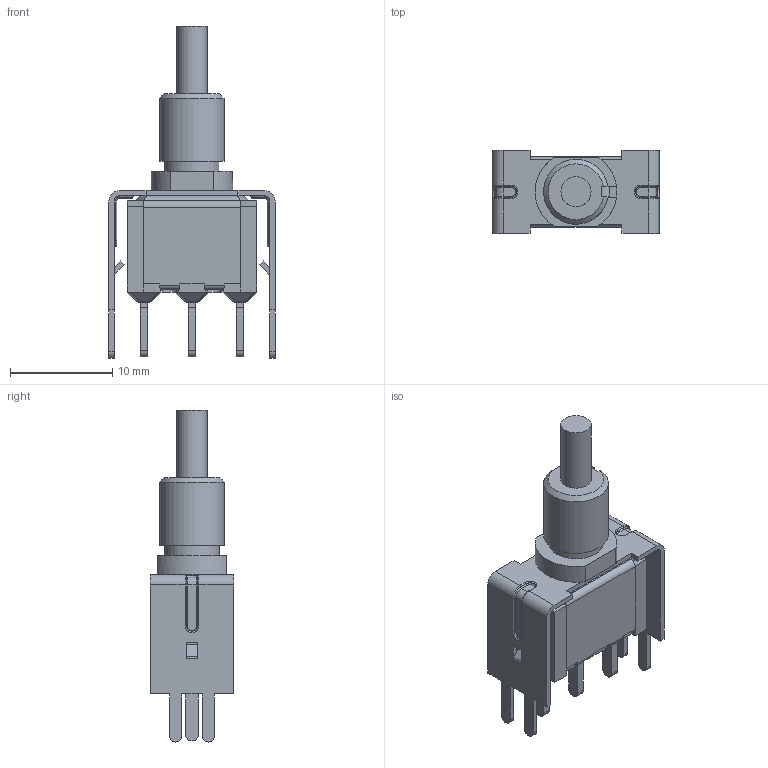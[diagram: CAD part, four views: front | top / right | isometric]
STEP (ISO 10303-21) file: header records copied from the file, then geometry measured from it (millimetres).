
FILE_DESCRIPTION(/* description */ (''),/* implementation_level */ '2;1');
FILE_NAME(/* name */ '700CSP7B60VS2xE.stp',/* time_stamp */ '2025-05-16T08:44:33-05:00',/* author */ ('mroman'),/* organization */ (''),/* preprocessor_version */ 'ST-DEVELOPER v18.1',/* originating_system */ 'Autodesk Inventor 2022',/* authorisation */ '');
FILE_SCHEMA (('AUTOMOTIVE_DESIGN { 1 0 10303 214 3 1 1 }'));
Length unit declared in the file: centimetre
Products named in the file (1): 700CSP7B60VS2xE
Bounding box: 16.26 x 8.13 x 32.48 mm (x, y, z)
Volume: 1329.2 mm3; surface area: 1668 mm2
Topology: 2 solids, 2 shells, 366 faces, 923 edges, 558 vertices
Faces by surface type: plane 214, cylinder 105, torus 34, sphere 12, cone 1
Full cylindrical faces by diameter (mm): 2.946 x1, 2.948 x1
Entity records: 10791 total; most frequent: DIRECTION 1900, CARTESIAN_POINT 1877, ORIENTED_EDGE 1822, EDGE_CURVE 911, LINE 644, VECTOR 644, AXIS2_PLACEMENT_3D 628, VERTEX_POINT 558
